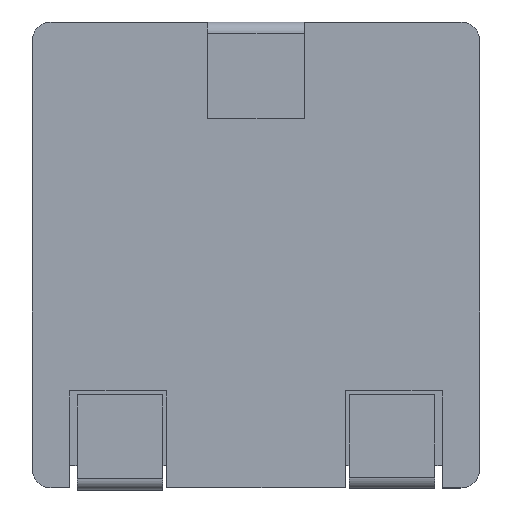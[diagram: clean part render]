
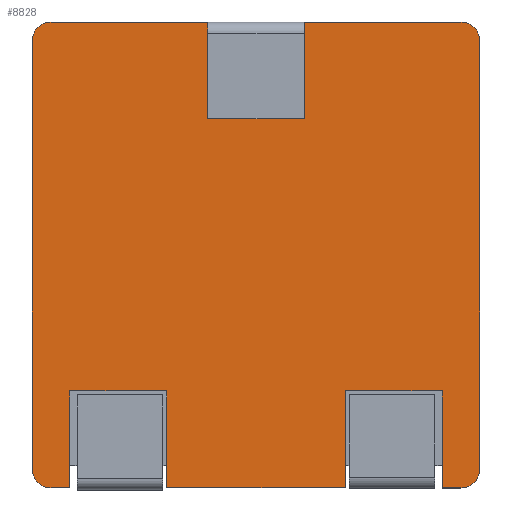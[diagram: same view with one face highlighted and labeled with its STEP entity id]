
A CAD part, top view. The second image highlights one B-rep face of the part: STEP entity #8828.
In plain terms, the highlighted planar face has unit normal (0, 0, 1).
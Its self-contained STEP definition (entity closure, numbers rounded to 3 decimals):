
#90=CIRCLE('',#9214,0.5);
#92=CIRCLE('',#9217,0.5);
#94=CIRCLE('',#9224,0.5);
#95=CIRCLE('',#9226,0.5);
#272=LINE('',#12393,#933);
#277=LINE('',#12403,#938);
#278=LINE('',#12405,#939);
#281=LINE('',#12411,#942);
#284=LINE('',#12416,#945);
#288=LINE('',#12424,#949);
#289=LINE('',#12426,#950);
#294=LINE('',#12436,#955);
#295=LINE('',#12438,#956);
#298=LINE('',#12444,#959);
#299=LINE('',#12446,#960);
#300=LINE('',#12448,#961);
#303=LINE('',#12454,#964);
#310=LINE('',#12468,#971);
#311=LINE('',#12470,#972);
#313=LINE('',#12473,#974);
#360=LINE('',#12580,#1021);
#361=LINE('',#12581,#1022);
#933=VECTOR('',#9799,1000.);
#938=VECTOR('',#9806,1000.);
#939=VECTOR('',#9809,1000.);
#942=VECTOR('',#9814,1000.);
#945=VECTOR('',#9819,1000.);
#949=VECTOR('',#9825,1000.);
#950=VECTOR('',#9828,1000.);
#955=VECTOR('',#9835,1000.);
#956=VECTOR('',#9838,1000.);
#959=VECTOR('',#9843,1000.);
#960=VECTOR('',#9846,1000.);
#961=VECTOR('',#9849,1000.);
#964=VECTOR('',#9854,1000.);
#971=VECTOR('',#9863,1000.);
#972=VECTOR('',#9866,1000.);
#974=VECTOR('',#9870,1000.);
#1021=VECTOR('',#9967,1000.);
#1022=VECTOR('',#9968,1000.);
#2153=ORIENTED_EDGE('',*,*,#3773,.T.);
#2154=ORIENTED_EDGE('',*,*,#3772,.F.);
#2155=ORIENTED_EDGE('',*,*,#3807,.F.);
#2156=ORIENTED_EDGE('',*,*,#3830,.F.);
#2157=ORIENTED_EDGE('',*,*,#3809,.F.);
#2158=ORIENTED_EDGE('',*,*,#3765,.F.);
#2159=ORIENTED_EDGE('',*,*,#3762,.T.);
#2160=ORIENTED_EDGE('',*,*,#3761,.T.);
#2161=ORIENTED_EDGE('',*,*,#3760,.T.);
#2162=ORIENTED_EDGE('',*,*,#3757,.T.);
#2163=ORIENTED_EDGE('',*,*,#3756,.F.);
#2164=ORIENTED_EDGE('',*,*,#3751,.F.);
#2165=ORIENTED_EDGE('',*,*,#3829,.F.);
#2166=ORIENTED_EDGE('',*,*,#3831,.F.);
#2167=ORIENTED_EDGE('',*,*,#3832,.F.);
#2168=ORIENTED_EDGE('',*,*,#3775,.F.);
#2169=ORIENTED_EDGE('',*,*,#3750,.T.);
#2170=ORIENTED_EDGE('',*,*,#3746,.F.);
#2171=ORIENTED_EDGE('',*,*,#3743,.T.);
#2172=ORIENTED_EDGE('',*,*,#3740,.F.);
#2173=ORIENTED_EDGE('',*,*,#3739,.T.);
#2174=ORIENTED_EDGE('',*,*,#3734,.F.);
#3734=EDGE_CURVE('',#4630,#4631,#272,.T.);
#3739=EDGE_CURVE('',#4632,#4631,#277,.T.);
#3740=EDGE_CURVE('',#4632,#4634,#278,.T.);
#3743=EDGE_CURVE('',#4636,#4634,#281,.T.);
#3746=EDGE_CURVE('',#4636,#4637,#284,.T.);
#3750=EDGE_CURVE('',#4638,#4637,#288,.F.);
#3751=EDGE_CURVE('',#4640,#4641,#289,.T.);
#3756=EDGE_CURVE('',#4641,#4574,#294,.T.);
#3757=EDGE_CURVE('',#4644,#4574,#295,.T.);
#3760=EDGE_CURVE('',#4645,#4644,#298,.T.);
#3761=EDGE_CURVE('',#4575,#4645,#299,.T.);
#3762=EDGE_CURVE('',#4646,#4575,#300,.T.);
#3765=EDGE_CURVE('',#4646,#4648,#303,.T.);
#3772=EDGE_CURVE('',#4653,#4650,#310,.T.);
#3773=EDGE_CURVE('',#4630,#4650,#311,.F.);
#3775=EDGE_CURVE('',#4638,#4654,#313,.T.);
#3807=EDGE_CURVE('',#4674,#4653,#90,.T.);
#3809=EDGE_CURVE('',#4648,#4676,#92,.T.);
#3829=EDGE_CURVE('',#4688,#4640,#94,.T.);
#3830=EDGE_CURVE('',#4676,#4674,#360,.T.);
#3831=EDGE_CURVE('',#4689,#4688,#361,.T.);
#3832=EDGE_CURVE('',#4654,#4689,#95,.T.);
#4574=VERTEX_POINT('',#12231);
#4575=VERTEX_POINT('',#12233);
#4630=VERTEX_POINT('',#12394);
#4631=VERTEX_POINT('',#12395);
#4632=VERTEX_POINT('',#12400);
#4634=VERTEX_POINT('',#12406);
#4636=VERTEX_POINT('',#12412);
#4637=VERTEX_POINT('',#12417);
#4638=VERTEX_POINT('',#12421);
#4640=VERTEX_POINT('',#12427);
#4641=VERTEX_POINT('',#12428);
#4644=VERTEX_POINT('',#12439);
#4645=VERTEX_POINT('',#12443);
#4646=VERTEX_POINT('',#12449);
#4648=VERTEX_POINT('',#12455);
#4650=VERTEX_POINT('',#12461);
#4653=VERTEX_POINT('',#12467);
#4654=VERTEX_POINT('',#12474);
#4674=VERTEX_POINT('',#12535);
#4676=VERTEX_POINT('',#12541);
#4688=VERTEX_POINT('',#12577);
#4689=VERTEX_POINT('',#12582);
#5302=EDGE_LOOP('',(#2153,#2154,#2155,#2156,#2157,#2158,#2159,#2160,#2161,
#2162,#2163,#2164,#2165,#2166,#2167,#2168,#2169,#2170,#2171,#2172,#2173,
#2174));
#5695=FACE_BOUND('',#5302,.T.);
#6035=PLANE('',#9225);
#8828=ADVANCED_FACE('',(#5695),#6035,.F.);
#9214=AXIS2_PLACEMENT_3D('',#12536,#9925,#9926);
#9217=AXIS2_PLACEMENT_3D('',#12540,#9931,#9932);
#9224=AXIS2_PLACEMENT_3D('',#12578,#9963,#9964);
#9225=AXIS2_PLACEMENT_3D('',#12579,#9965,#9966);
#9226=AXIS2_PLACEMENT_3D('',#12583,#9969,#9970);
#9799=DIRECTION('',(-1.,0.,0.));
#9806=DIRECTION('',(0.,1.,0.));
#9809=DIRECTION('',(-1.,0.,0.));
#9814=DIRECTION('',(0.,-1.,0.));
#9819=DIRECTION('',(-1.,0.,0.));
#9825=DIRECTION('',(0.,-1.,0.));
#9828=DIRECTION('',(1.,0.,0.));
#9835=DIRECTION('',(0.,-1.,0.));
#9838=DIRECTION('',(0.,1.,0.));
#9843=DIRECTION('',(-1.,0.,0.));
#9846=DIRECTION('',(0.,-1.,0.));
#9849=DIRECTION('',(0.,-1.,0.));
#9854=DIRECTION('',(1.,0.,0.));
#9863=DIRECTION('',(-1.,0.,0.));
#9866=DIRECTION('',(0.,1.,0.));
#9870=DIRECTION('',(-1.,0.,0.));
#9925=DIRECTION('',(0.,0.,-1.));
#9926=DIRECTION('',(-1.,0.,0.));
#9931=DIRECTION('',(0.,0.,-1.));
#9932=DIRECTION('',(-1.,0.,0.));
#9963=DIRECTION('',(0.,0.,-1.));
#9964=DIRECTION('',(-1.,0.,0.));
#9965=DIRECTION('',(0.,0.,-1.));
#9966=DIRECTION('',(-1.,0.,0.));
#9967=DIRECTION('',(0.,-1.,0.));
#9968=DIRECTION('',(0.,1.,0.));
#9969=DIRECTION('',(0.,0.,-1.));
#9970=DIRECTION('',(-1.,0.,0.));
#12231=CARTESIAN_POINT('',(-1.3,6.42,4.9));
#12233=CARTESIAN_POINT('',(1.3,6.42,4.9));
#12393=CARTESIAN_POINT('',(4.979,-3.4,4.9));
#12394=CARTESIAN_POINT('',(4.999,-3.4,4.9));
#12395=CARTESIAN_POINT('',(2.399,-3.4,4.9));
#12400=CARTESIAN_POINT('',(2.399,-6.,4.9));
#12403=CARTESIAN_POINT('',(2.399,-6.,4.9));
#12405=CARTESIAN_POINT('',(6.,-6.,4.9));
#12406=CARTESIAN_POINT('',(-2.4,-6.,4.9));
#12411=CARTESIAN_POINT('',(-2.4,-6.,4.9));
#12412=CARTESIAN_POINT('',(-2.4,-3.4,4.9));
#12416=CARTESIAN_POINT('',(-2.379,-3.4,4.9));
#12417=CARTESIAN_POINT('',(-5.,-3.4,4.9));
#12421=CARTESIAN_POINT('',(-5.,-6.,4.9));
#12424=CARTESIAN_POINT('',(-5.,-6.,4.9));
#12426=CARTESIAN_POINT('',(-6.,6.5,4.9));
#12427=CARTESIAN_POINT('',(-5.5,6.5,4.9));
#12428=CARTESIAN_POINT('',(-1.3,6.5,4.9));
#12436=CARTESIAN_POINT('',(-1.3,-6.,4.9));
#12438=CARTESIAN_POINT('',(-1.3,6.5,4.9));
#12439=CARTESIAN_POINT('',(-1.3,3.9,4.9));
#12443=CARTESIAN_POINT('',(1.3,3.9,4.9));
#12444=CARTESIAN_POINT('',(1.3,3.9,4.9));
#12446=CARTESIAN_POINT('',(1.3,6.5,4.9));
#12448=CARTESIAN_POINT('',(1.3,6.5,4.9));
#12449=CARTESIAN_POINT('',(1.3,6.5,4.9));
#12454=CARTESIAN_POINT('',(-6.,6.5,4.9));
#12455=CARTESIAN_POINT('',(5.5,6.5,4.9));
#12461=CARTESIAN_POINT('',(4.999,-6.,4.9));
#12467=CARTESIAN_POINT('',(5.5,-6.,4.9));
#12468=CARTESIAN_POINT('',(6.,-6.,4.9));
#12470=CARTESIAN_POINT('',(4.999,-5.4,4.9));
#12473=CARTESIAN_POINT('',(6.,-6.,4.9));
#12474=CARTESIAN_POINT('',(-5.5,-6.,4.9));
#12535=CARTESIAN_POINT('',(6.,-5.5,4.9));
#12536=CARTESIAN_POINT('',(5.5,-5.5,4.9));
#12540=CARTESIAN_POINT('',(5.5,6.,4.9));
#12541=CARTESIAN_POINT('',(6.,6.,4.9));
#12577=CARTESIAN_POINT('',(-6.,6.,4.9));
#12578=CARTESIAN_POINT('',(-5.5,6.,4.9));
#12579=CARTESIAN_POINT('',(6.,-6.,4.9));
#12580=CARTESIAN_POINT('',(6.,6.5,4.9));
#12581=CARTESIAN_POINT('',(-6.,-6.,4.9));
#12582=CARTESIAN_POINT('',(-6.,-5.5,4.9));
#12583=CARTESIAN_POINT('',(-5.5,-5.5,4.9));
